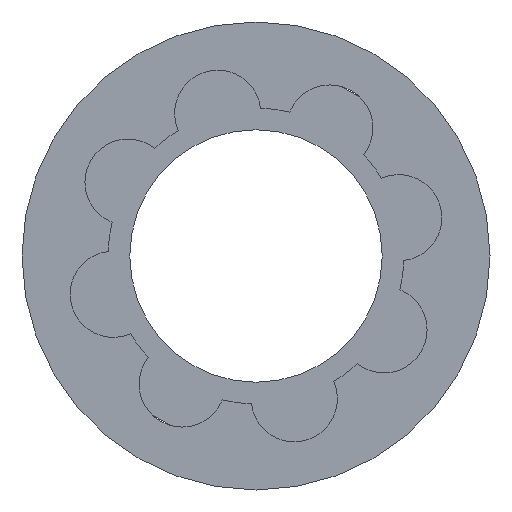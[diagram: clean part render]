
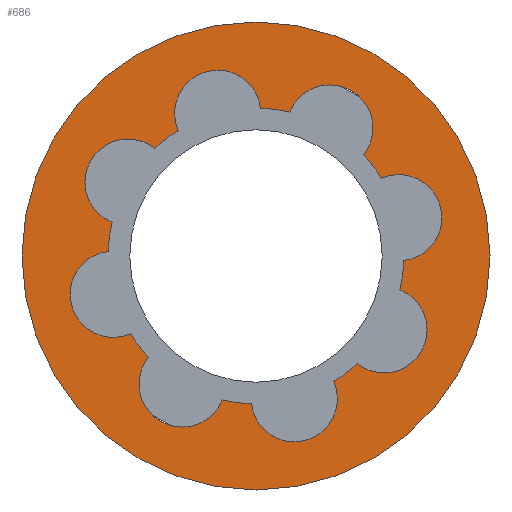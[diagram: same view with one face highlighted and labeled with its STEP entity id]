
A CAD part, left-side view. The second image highlights one B-rep face of the part: STEP entity #686.
In plain terms, the highlighted planar face has unit normal (-1, 0, 0).
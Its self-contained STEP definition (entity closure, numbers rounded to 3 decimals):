
#70=CARTESIAN_POINT('',(0.,3.8,4.5));
#71=VERTEX_POINT('',#70);
#80=CARTESIAN_POINT('',(0.,-3.8,4.5));
#81=VERTEX_POINT('',#80);
#82=CARTESIAN_POINT('',(0.,0.,4.5));
#83=DIRECTION('',(1.0,0.0,0.0));
#84=DIRECTION('',(0.0,1.0,0.0));
#85=AXIS2_PLACEMENT_3D('',#82,#83,#84);
#86=CIRCLE('',#85,3.8);
#87=EDGE_CURVE('',#71,#81,#86,.T.);
#112=CARTESIAN_POINT('',(0.,0.549,2.164));
#113=VERTEX_POINT('',#112);
#114=CARTESIAN_POINT('',(0.,1.749,2.856));
#115=VERTEX_POINT('',#114);
#116=CARTESIAN_POINT('',(0.,1.2,2.422));
#117=DIRECTION('',(1.0,0.0,0.0));
#118=DIRECTION('',(0.0,0.5,-0.866));
#119=AXIS2_PLACEMENT_3D('',#116,#117,#118);
#120=CIRCLE('',#119,0.7);
#121=EDGE_CURVE('',#113,#115,#120,.T.);
#154=CARTESIAN_POINT('',(0.,2.04,3.236));
#155=VERTEX_POINT('',#154);
#156=CARTESIAN_POINT('',(0.,0.,4.5));
#157=DIRECTION('',(1.,0.0,0.0));
#158=DIRECTION('',(0.0,0.793,-0.609));
#159=AXIS2_PLACEMENT_3D('',#156,#157,#158);
#160=CIRCLE('',#159,2.4);
#161=EDGE_CURVE('',#115,#155,#160,.T.);
#187=CARTESIAN_POINT('',(0.,2.399,4.574));
#188=VERTEX_POINT('',#187);
#189=CARTESIAN_POINT('',(0.,2.318,3.879));
#190=DIRECTION('',(1.,0.0,0.0));
#191=DIRECTION('',(0.0,0.966,-0.259));
#192=AXIS2_PLACEMENT_3D('',#189,#190,#191);
#193=CIRCLE('',#192,0.7);
#194=EDGE_CURVE('',#155,#188,#193,.T.);
#220=CARTESIAN_POINT('',(0.,2.336,5.049));
#221=VERTEX_POINT('',#220);
#222=CARTESIAN_POINT('',(0.,0.,4.5));
#223=DIRECTION('',(1.,0.0,0.0));
#224=DIRECTION('',(0.0,0.991,0.131));
#225=AXIS2_PLACEMENT_3D('',#222,#223,#224);
#226=CIRCLE('',#225,2.4);
#227=EDGE_CURVE('',#188,#221,#226,.T.);
#253=CARTESIAN_POINT('',(0.,1.644,6.249));
#254=VERTEX_POINT('',#253);
#255=CARTESIAN_POINT('',(0.,2.078,5.7));
#256=DIRECTION('',(1.0,0.0,0.0));
#257=DIRECTION('',(0.0,0.866,0.5));
#258=AXIS2_PLACEMENT_3D('',#255,#256,#257);
#259=CIRCLE('',#258,0.7);
#260=EDGE_CURVE('',#221,#254,#259,.T.);
#286=CARTESIAN_POINT('',(0.,1.264,6.54));
#287=VERTEX_POINT('',#286);
#288=CARTESIAN_POINT('',(0.,0.,4.5));
#289=DIRECTION('',(1.,0.0,0.0));
#290=DIRECTION('',(0.0,0.609,0.793));
#291=AXIS2_PLACEMENT_3D('',#288,#289,#290);
#292=CIRCLE('',#291,2.4);
#293=EDGE_CURVE('',#254,#287,#292,.T.);
#319=CARTESIAN_POINT('',(0.,-0.074,6.899));
#320=VERTEX_POINT('',#319);
#321=CARTESIAN_POINT('',(0.,0.621,6.818));
#322=DIRECTION('',(1.,0.0,0.0));
#323=DIRECTION('',(0.0,0.259,0.966));
#324=AXIS2_PLACEMENT_3D('',#321,#322,#323);
#325=CIRCLE('',#324,0.7);
#326=EDGE_CURVE('',#287,#320,#325,.T.);
#352=CARTESIAN_POINT('',(0.,-0.549,6.836));
#353=VERTEX_POINT('',#352);
#354=CARTESIAN_POINT('',(0.,0.0,4.5));
#355=DIRECTION('',(1.,0.0,0.0));
#356=DIRECTION('',(0.0,-0.131,0.991));
#357=AXIS2_PLACEMENT_3D('',#354,#355,#356);
#358=CIRCLE('',#357,2.4);
#359=EDGE_CURVE('',#320,#353,#358,.T.);
#385=CARTESIAN_POINT('',(0.,-1.749,6.144));
#386=VERTEX_POINT('',#385);
#387=CARTESIAN_POINT('',(0.,-1.2,6.578));
#388=DIRECTION('',(1.,0.0,0.0));
#389=DIRECTION('',(0.0,-0.5,0.866));
#390=AXIS2_PLACEMENT_3D('',#387,#388,#389);
#391=CIRCLE('',#390,0.7);
#392=EDGE_CURVE('',#353,#386,#391,.T.);
#418=CARTESIAN_POINT('',(0.,-2.04,5.764));
#419=VERTEX_POINT('',#418);
#420=CARTESIAN_POINT('',(0.,0.,4.5));
#421=DIRECTION('',(1.0,0.0,0.0));
#422=DIRECTION('',(0.0,-0.793,0.609));
#423=AXIS2_PLACEMENT_3D('',#420,#421,#422);
#424=CIRCLE('',#423,2.4);
#425=EDGE_CURVE('',#386,#419,#424,.T.);
#451=CARTESIAN_POINT('',(0.,-2.399,4.426));
#452=VERTEX_POINT('',#451);
#453=CARTESIAN_POINT('',(0.,-2.318,5.121));
#454=DIRECTION('',(1.0,0.0,0.0));
#455=DIRECTION('',(0.0,-0.966,0.259));
#456=AXIS2_PLACEMENT_3D('',#453,#454,#455);
#457=CIRCLE('',#456,0.7);
#458=EDGE_CURVE('',#419,#452,#457,.T.);
#484=CARTESIAN_POINT('',(0.,-2.336,3.951));
#485=VERTEX_POINT('',#484);
#486=CARTESIAN_POINT('',(0.,0.,4.5));
#487=DIRECTION('',(1.0,0.0,0.0));
#488=DIRECTION('',(0.0,-0.991,-0.131));
#489=AXIS2_PLACEMENT_3D('',#486,#487,#488);
#490=CIRCLE('',#489,2.4);
#491=EDGE_CURVE('',#452,#485,#490,.T.);
#517=CARTESIAN_POINT('',(0.,-1.644,2.751));
#518=VERTEX_POINT('',#517);
#519=CARTESIAN_POINT('',(0.,-2.078,3.3));
#520=DIRECTION('',(1.0,0.0,0.0));
#521=DIRECTION('',(0.0,-0.866,-0.5));
#522=AXIS2_PLACEMENT_3D('',#519,#520,#521);
#523=CIRCLE('',#522,0.7);
#524=EDGE_CURVE('',#485,#518,#523,.T.);
#550=CARTESIAN_POINT('',(0.,-1.264,2.46));
#551=VERTEX_POINT('',#550);
#552=CARTESIAN_POINT('',(0.,0.,4.5));
#553=DIRECTION('',(1.0,0.0,0.0));
#554=DIRECTION('',(0.0,-0.609,-0.793));
#555=AXIS2_PLACEMENT_3D('',#552,#553,#554);
#556=CIRCLE('',#555,2.4);
#557=EDGE_CURVE('',#518,#551,#556,.T.);
#583=CARTESIAN_POINT('',(0.,0.074,2.101));
#584=VERTEX_POINT('',#583);
#585=CARTESIAN_POINT('',(0.,-0.621,2.182));
#586=DIRECTION('',(1.,0.0,0.0));
#587=DIRECTION('',(0.0,-0.259,-0.966));
#588=AXIS2_PLACEMENT_3D('',#585,#586,#587);
#589=CIRCLE('',#588,0.7);
#590=EDGE_CURVE('',#551,#584,#589,.T.);
#616=CARTESIAN_POINT('',(0.,0.,4.5));
#617=DIRECTION('',(1.0,0.0,0.0));
#618=DIRECTION('',(0.0,0.131,-0.991));
#619=AXIS2_PLACEMENT_3D('',#616,#617,#618);
#620=CIRCLE('',#619,2.4);
#621=EDGE_CURVE('',#584,#113,#620,.T.);
#649=CARTESIAN_POINT('',(0.,0.,4.5));
#650=DIRECTION('',(1.0,0.0,0.0));
#651=DIRECTION('',(0.0,1.0,0.0));
#652=AXIS2_PLACEMENT_3D('',#649,#650,#651);
#653=CIRCLE('',#652,3.8);
#654=EDGE_CURVE('',#81,#71,#653,.T.);
#659=CARTESIAN_POINT('',(0.,0.,4.5));
#660=DIRECTION('',(1.0,0.0,0.0));
#661=DIRECTION('',(0.0,0.0,-1.0));
#662=AXIS2_PLACEMENT_3D('',#659,#660,#661);
#663=PLANE('',#662);
#664=ORIENTED_EDGE('',*,*,#87,.F.);
#665=ORIENTED_EDGE('',*,*,#654,.F.);
#666=EDGE_LOOP('',(#664,#665));
#667=FACE_OUTER_BOUND('',#666,.T.);
#668=ORIENTED_EDGE('',*,*,#121,.T.);
#669=ORIENTED_EDGE('',*,*,#161,.T.);
#670=ORIENTED_EDGE('',*,*,#194,.T.);
#671=ORIENTED_EDGE('',*,*,#227,.T.);
#672=ORIENTED_EDGE('',*,*,#260,.T.);
#673=ORIENTED_EDGE('',*,*,#293,.T.);
#674=ORIENTED_EDGE('',*,*,#326,.T.);
#675=ORIENTED_EDGE('',*,*,#359,.T.);
#676=ORIENTED_EDGE('',*,*,#392,.T.);
#677=ORIENTED_EDGE('',*,*,#425,.T.);
#678=ORIENTED_EDGE('',*,*,#458,.T.);
#679=ORIENTED_EDGE('',*,*,#491,.T.);
#680=ORIENTED_EDGE('',*,*,#524,.T.);
#681=ORIENTED_EDGE('',*,*,#557,.T.);
#682=ORIENTED_EDGE('',*,*,#590,.T.);
#683=ORIENTED_EDGE('',*,*,#621,.T.);
#684=EDGE_LOOP('',(#668,#669,#670,#671,#672,#673,#674,#675,#676,#677,#678,#679,#680,#681,#682,#683));
#685=FACE_BOUND('',#684,.T.);
#686=ADVANCED_FACE('',(#667,#685),#663,.F.);
